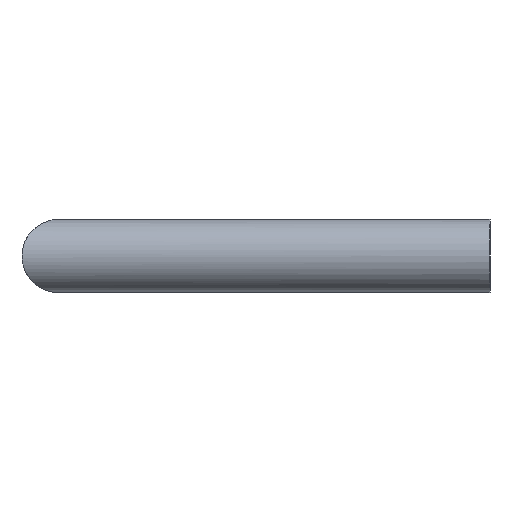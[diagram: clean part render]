
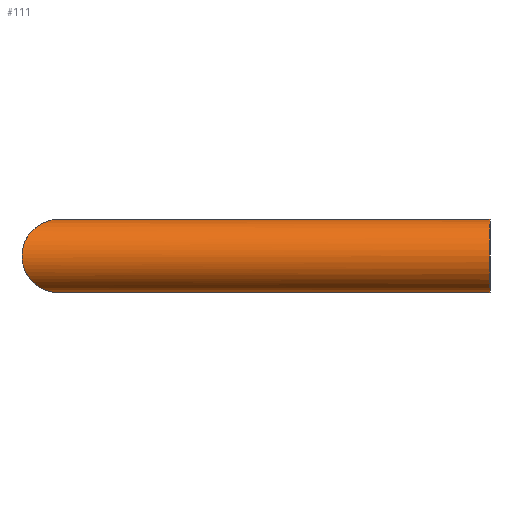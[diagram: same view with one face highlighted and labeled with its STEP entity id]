
A CAD part, left-side view. The second image highlights one B-rep face of the part: STEP entity #111.
In plain terms, the highlighted cylindrical face has radius 21.2 mm (diameter 42.4 mm), a full revolution.
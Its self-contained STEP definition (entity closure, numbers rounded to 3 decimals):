
#23=FACE_OUTER_BOUND('',#30,.T.);
#30=EDGE_LOOP('',(#95,#96,#97,#98,#99,#100));
#36=CIRCLE('',#150,21.2);
#40=LINE('',#218,#44);
#44=VECTOR('',#185,21.2);
#48=ELLIPSE('',#145,29.981,21.2);
#49=ELLIPSE('',#146,29.981,21.2);
#50=ELLIPSE('',#147,29.981,21.2);
#57=VERTEX_POINT('',#208);
#58=VERTEX_POINT('',#210);
#59=VERTEX_POINT('',#212);
#60=VERTEX_POINT('',#217);
#70=EDGE_CURVE('',#58,#57,#48,.T.);
#71=EDGE_CURVE('',#59,#58,#49,.T.);
#72=EDGE_CURVE('',#57,#59,#50,.T.);
#73=EDGE_CURVE('',#57,#60,#40,.T.);
#74=EDGE_CURVE('',#60,#60,#36,.T.);
#95=ORIENTED_EDGE('',*,*,#71,.T.);
#96=ORIENTED_EDGE('',*,*,#70,.T.);
#97=ORIENTED_EDGE('',*,*,#73,.T.);
#98=ORIENTED_EDGE('',*,*,#74,.T.);
#99=ORIENTED_EDGE('',*,*,#73,.F.);
#100=ORIENTED_EDGE('',*,*,#72,.T.);
#106=CYLINDRICAL_SURFACE('',#149,21.2);
#111=ADVANCED_FACE('',(#23),#106,.T.);
#145=AXIS2_PLACEMENT_3D('',#211,#175,#176);
#146=AXIS2_PLACEMENT_3D('',#213,#177,#178);
#147=AXIS2_PLACEMENT_3D('',#214,#179,#180);
#149=AXIS2_PLACEMENT_3D('',#216,#183,#184);
#150=AXIS2_PLACEMENT_3D('',#219,#186,#187);
#175=DIRECTION('center_axis',(-0.707,-0.707,0.));
#176=DIRECTION('ref_axis',(-0.707,0.707,0.));
#177=DIRECTION('center_axis',(-0.707,-0.707,0.));
#178=DIRECTION('ref_axis',(-0.707,0.707,0.));
#179=DIRECTION('center_axis',(-0.707,-0.707,0.));
#180=DIRECTION('ref_axis',(-0.707,0.707,0.));
#183=DIRECTION('center_axis',(0.,1.,0.));
#184=DIRECTION('ref_axis',(-1.,0.,0.));
#185=DIRECTION('',(0.,-1.,0.));
#186=DIRECTION('center_axis',(0.,1.,0.));
#187=DIRECTION('ref_axis',(-1.,0.,0.));
#208=CARTESIAN_POINT('',(21.2,228.8,0.));
#210=CARTESIAN_POINT('',(0.,250.,-21.2));
#211=CARTESIAN_POINT('Origin',(0.,250.,0.));
#212=CARTESIAN_POINT('',(0.,250.,21.2));
#213=CARTESIAN_POINT('Origin',(0.,250.,0.));
#214=CARTESIAN_POINT('Origin',(0.,250.,0.));
#216=CARTESIAN_POINT('Origin',(0.,0.,0.));
#217=CARTESIAN_POINT('',(21.2,0.,0.));
#218=CARTESIAN_POINT('',(21.2,0.,0.));
#219=CARTESIAN_POINT('Origin',(0.,0.,0.));
